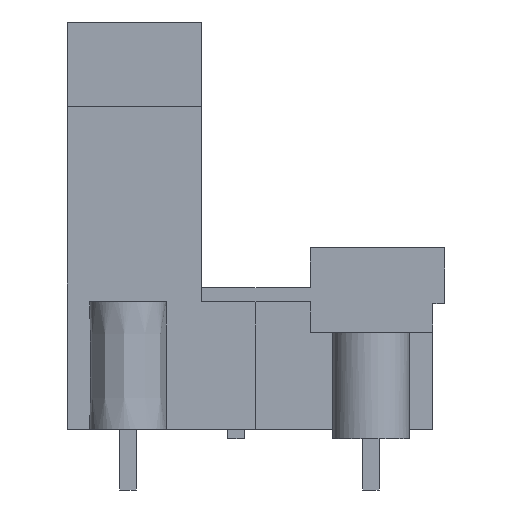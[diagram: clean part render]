
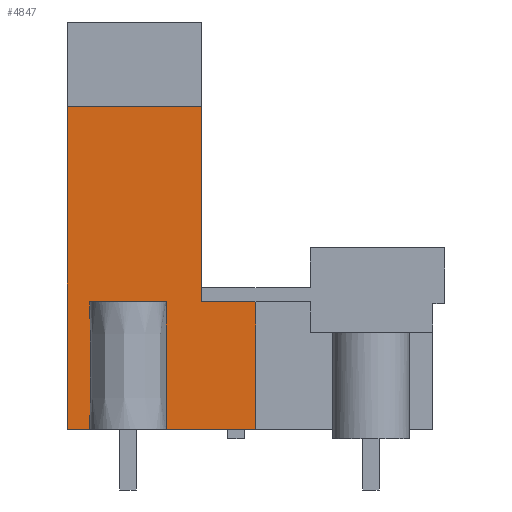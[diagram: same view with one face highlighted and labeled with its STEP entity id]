
A CAD part, left-side view. The second image highlights one B-rep face of the part: STEP entity #4847.
In plain terms, the highlighted planar face has unit normal (-1, 0, 0).
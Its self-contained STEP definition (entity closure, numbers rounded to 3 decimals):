
#4796=AXIS2_PLACEMENT_3D('Plane Axis2P3D',#4793,#4794,#4795) ;
#2003=CARTESIAN_POINT('Vertex',(3.84,11.84,3.8)) ;
#2006=CARTESIAN_POINT('Line Origine',(3.84,14.846,3.8)) ;
#2010=CARTESIAN_POINT('Vertex',(3.84,17.853,3.8)) ;
#2054=CARTESIAN_POINT('Vertex',(3.84,21.887,3.8)) ;
#2057=CARTESIAN_POINT('Line Origine',(3.84,22.779,3.8)) ;
#2061=CARTESIAN_POINT('Vertex',(3.84,23.67,3.8)) ;
#4308=CARTESIAN_POINT('Vertex',(3.84,15.24,12.7)) ;
#4338=CARTESIAN_POINT('Line Origine',(3.84,15.24,12.25)) ;
#4342=CARTESIAN_POINT('Vertex',(3.84,15.24,11.8)) ;
#4366=CARTESIAN_POINT('Vertex',(3.84,11.84,11.8)) ;
#4383=CARTESIAN_POINT('Line Origine',(3.84,13.54,11.8)) ;
#4631=CARTESIAN_POINT('Line Origine',(3.84,23.67,13.93)) ;
#4635=CARTESIAN_POINT('Vertex',(3.84,23.67,24.06)) ;
#4793=CARTESIAN_POINT('Axis2P3D Location',(3.84,23.67,3.2)) ;
#4798=CARTESIAN_POINT('Line Origine',(3.84,15.24,18.38)) ;
#4802=CARTESIAN_POINT('Vertex',(3.84,15.24,24.06)) ;
#4805=CARTESIAN_POINT('Line Origine',(3.84,19.455,24.06)) ;
#4810=CARTESIAN_POINT('Line Origine',(3.84,21.887,7.8)) ;
#4814=CARTESIAN_POINT('Vertex',(3.84,21.887,11.8)) ;
#4817=CARTESIAN_POINT('Line Origine',(3.84,19.87,11.8)) ;
#4821=CARTESIAN_POINT('Vertex',(3.84,17.853,11.8)) ;
#4824=CARTESIAN_POINT('Line Origine',(3.84,17.853,7.8)) ;
#4829=CARTESIAN_POINT('Line Origine',(3.84,11.84,7.8)) ;
#2007=DIRECTION('Vector Direction',(0.,-1.,0.)) ;
#2058=DIRECTION('Vector Direction',(0.,-1.,0.)) ;
#4339=DIRECTION('Vector Direction',(0.,0.,-1.)) ;
#4384=DIRECTION('Vector Direction',(0.,1.,0.)) ;
#4632=DIRECTION('Vector Direction',(0.,0.,1.)) ;
#4794=DIRECTION('Axis2P3D Direction',(-1.,0.,0.)) ;
#4795=DIRECTION('Axis2P3D XDirection',(0.,-1.,0.)) ;
#4799=DIRECTION('Vector Direction',(0.,0.,-1.)) ;
#4806=DIRECTION('Vector Direction',(0.,-1.,0.)) ;
#4811=DIRECTION('Vector Direction',(0.,0.,1.)) ;
#4818=DIRECTION('Vector Direction',(0.,1.,0.)) ;
#4825=DIRECTION('Vector Direction',(0.,0.,1.)) ;
#4830=DIRECTION('Vector Direction',(0.,0.,1.)) ;
#2008=VECTOR('Line Direction',#2007,1.) ;
#2059=VECTOR('Line Direction',#2058,1.) ;
#4340=VECTOR('Line Direction',#4339,1.) ;
#4385=VECTOR('Line Direction',#4384,1.) ;
#4633=VECTOR('Line Direction',#4632,1.) ;
#4800=VECTOR('Line Direction',#4799,1.) ;
#4807=VECTOR('Line Direction',#4806,1.) ;
#4812=VECTOR('Line Direction',#4811,1.) ;
#4819=VECTOR('Line Direction',#4818,1.) ;
#4826=VECTOR('Line Direction',#4825,1.) ;
#4831=VECTOR('Line Direction',#4830,1.) ;
#4835=ORIENTED_EDGE('',*,*,#4804,.F.) ;
#4836=ORIENTED_EDGE('',*,*,#4809,.T.) ;
#4837=ORIENTED_EDGE('',*,*,#4637,.T.) ;
#4838=ORIENTED_EDGE('',*,*,#2063,.T.) ;
#4839=ORIENTED_EDGE('',*,*,#4816,.T.) ;
#4840=ORIENTED_EDGE('',*,*,#4823,.F.) ;
#4841=ORIENTED_EDGE('',*,*,#4828,.F.) ;
#4842=ORIENTED_EDGE('',*,*,#2012,.T.) ;
#4843=ORIENTED_EDGE('',*,*,#4833,.T.) ;
#4844=ORIENTED_EDGE('',*,*,#4387,.T.) ;
#4845=ORIENTED_EDGE('',*,*,#4344,.F.) ;
#4847=ADVANCED_FACE('HOUSING',(#4846),#4797,.T.) ;
#2012=EDGE_CURVE('',#2011,#2004,#2009,.T.) ;
#2063=EDGE_CURVE('',#2062,#2055,#2060,.T.) ;
#4344=EDGE_CURVE('',#4309,#4343,#4341,.T.) ;
#4387=EDGE_CURVE('',#4367,#4343,#4386,.T.) ;
#4637=EDGE_CURVE('',#4636,#2062,#4634,.F.) ;
#4804=EDGE_CURVE('',#4803,#4309,#4801,.T.) ;
#4809=EDGE_CURVE('',#4803,#4636,#4808,.F.) ;
#4816=EDGE_CURVE('',#2055,#4815,#4813,.T.) ;
#4823=EDGE_CURVE('',#4822,#4815,#4820,.T.) ;
#4828=EDGE_CURVE('',#2011,#4822,#4827,.T.) ;
#4833=EDGE_CURVE('',#2004,#4367,#4832,.T.) ;
#4834=EDGE_LOOP('',(#4835,#4836,#4837,#4838,#4839,#4840,#4841,#4842,#4843,#4844,#4845)) ;
#4846=FACE_OUTER_BOUND('',#4834,.T.) ;
#2009=LINE('Line',#2006,#2008) ;
#2060=LINE('Line',#2057,#2059) ;
#4341=LINE('Line',#4338,#4340) ;
#4386=LINE('Line',#4383,#4385) ;
#4634=LINE('Line',#4631,#4633) ;
#4801=LINE('Line',#4798,#4800) ;
#4808=LINE('Line',#4805,#4807) ;
#4813=LINE('Line',#4810,#4812) ;
#4820=LINE('Line',#4817,#4819) ;
#4827=LINE('Line',#4824,#4826) ;
#4832=LINE('Line',#4829,#4831) ;
#4797=PLANE('',#4796) ;
#2004=VERTEX_POINT('',#2003) ;
#2011=VERTEX_POINT('',#2010) ;
#2055=VERTEX_POINT('',#2054) ;
#2062=VERTEX_POINT('',#2061) ;
#4309=VERTEX_POINT('',#4308) ;
#4343=VERTEX_POINT('',#4342) ;
#4367=VERTEX_POINT('',#4366) ;
#4636=VERTEX_POINT('',#4635) ;
#4803=VERTEX_POINT('',#4802) ;
#4815=VERTEX_POINT('',#4814) ;
#4822=VERTEX_POINT('',#4821) ;
